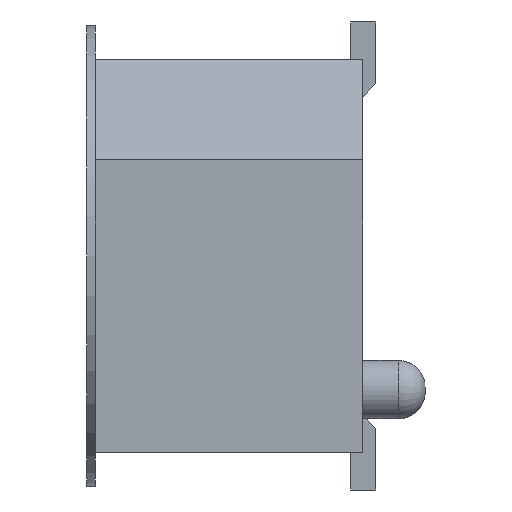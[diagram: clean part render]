
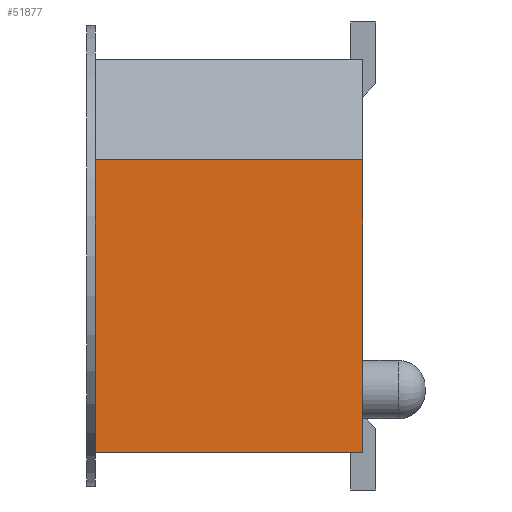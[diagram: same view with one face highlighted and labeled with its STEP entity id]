
A CAD part, left-side view. The second image highlights one B-rep face of the part: STEP entity #51877.
In plain terms, the highlighted planar face has unit normal (-1, 0, 0).
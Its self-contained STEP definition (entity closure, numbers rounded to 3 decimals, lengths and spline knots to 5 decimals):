
#2025=ORIENTED_EDGE('',*,*,#17135,.T.);
#2026=ORIENTED_EDGE('',*,*,#17136,.F.);
#2027=ORIENTED_EDGE('',*,*,#17129,.F.);
#2028=ORIENTED_EDGE('',*,*,#17137,.T.);
#17129=EDGE_CURVE('',#24504,#24505,#29719,.T.);
#17135=EDGE_CURVE('',#24510,#24511,#29725,.T.);
#17136=EDGE_CURVE('',#24505,#24511,#29726,.T.);
#17137=EDGE_CURVE('',#24504,#24510,#29727,.T.);
#24504=VERTEX_POINT('',#73211);
#24505=VERTEX_POINT('',#73212);
#24510=VERTEX_POINT('',#73224);
#24511=VERTEX_POINT('',#73225);
#29719=LINE('',#73210,#37453);
#29725=LINE('',#73223,#37459);
#29726=LINE('',#73226,#37460);
#29727=LINE('',#73227,#37461);
#37453=VECTOR('',#59127,39.37008);
#37459=VECTOR('',#59135,39.37008);
#37460=VECTOR('',#59136,39.37008);
#37461=VECTOR('',#59137,39.37008);
#43845=EDGE_LOOP('',(#2025,#2026,#2027,#2028));
#46527=FACE_BOUND('',#43845,.T.);
#49208=PLANE('',#54602);
#51877=ADVANCED_FACE('',(#46527),#49208,.F.);
#54602=AXIS2_PLACEMENT_3D('',#73222,#59133,#59134);
#59127=DIRECTION('',(0.,0.,1.));
#59133=DIRECTION('',(1.,0.,0.));
#59134=DIRECTION('',(0.,0.,-1.));
#59135=DIRECTION('',(0.,0.,1.));
#59136=DIRECTION('',(0.,-1.,0.));
#59137=DIRECTION('',(0.,-1.,0.));
#73210=CARTESIAN_POINT('',(-0.6891,0.168,-0.1175));
#73211=CARTESIAN_POINT('',(-0.6891,0.168,-0.1175));
#73212=CARTESIAN_POINT('',(-0.6891,0.168,0.0575));
#73222=CARTESIAN_POINT('',(-0.6891,0.168,-0.1175));
#73223=CARTESIAN_POINT('',(-0.6891,0.008,-0.1175));
#73224=CARTESIAN_POINT('',(-0.6891,0.008,-0.1175));
#73225=CARTESIAN_POINT('',(-0.6891,0.008,0.0575));
#73226=CARTESIAN_POINT('',(-0.6891,0.168,0.0575));
#73227=CARTESIAN_POINT('',(-0.6891,0.168,-0.1175));
